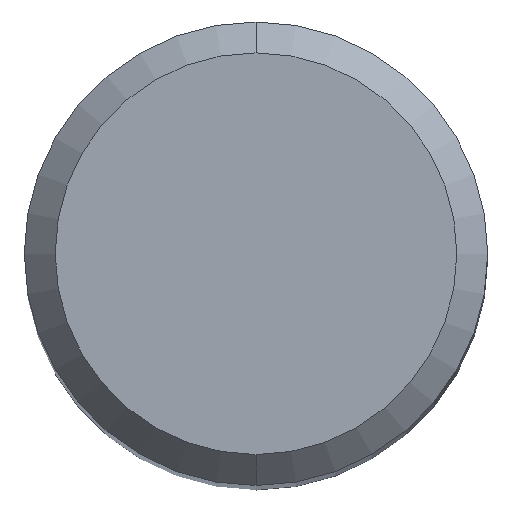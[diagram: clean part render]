
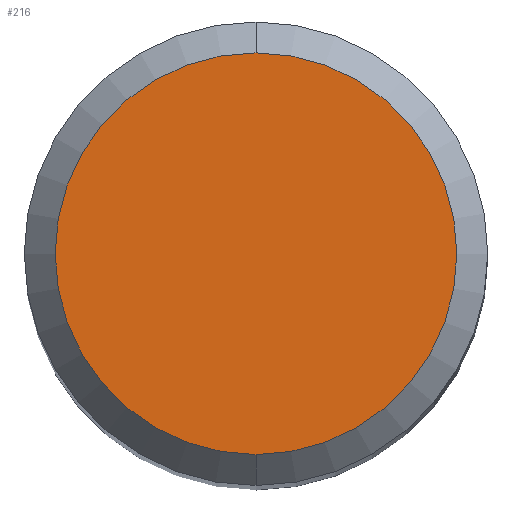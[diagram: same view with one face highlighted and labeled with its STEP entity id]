
A CAD part, top view. The second image highlights one B-rep face of the part: STEP entity #216.
In plain terms, the highlighted planar face has unit normal (0, 0, 1).
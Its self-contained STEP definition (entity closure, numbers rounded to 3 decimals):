
#174=EDGE_CURVE('',#324,#346,#467,.T.);
#216=ADVANCED_FACE('',(#514),#515,.T.);
#262=EDGE_CURVE('',#346,#324,#567,.T.);
#324=VERTEX_POINT('',#637);
#346=VERTEX_POINT('',#660);
#467=CIRCLE('',#783,2.6);
#514=FACE_OUTER_BOUND('',#914,.T.);
#515=PLANE('',#915);
#567=CIRCLE('',#984,2.6);
#637=CARTESIAN_POINT('',(0.,-2.6,0.0));
#660=CARTESIAN_POINT('',(0.0,2.6,0.0));
#783=AXIS2_PLACEMENT_3D('',#1389,#1390,#1391);
#914=EDGE_LOOP('',(#1453,#1454));
#915=AXIS2_PLACEMENT_3D('',#1455,#1456,#1457);
#984=AXIS2_PLACEMENT_3D('',#1526,#1527,#1528);
#1389=CARTESIAN_POINT('',(0.0,0.0,0.0));
#1390=DIRECTION('',(0.0,0.0,-1.0));
#1391=DIRECTION('',(0.0,1.0,0.0));
#1453=ORIENTED_EDGE('',*,*,#262,.F.);
#1454=ORIENTED_EDGE('',*,*,#174,.F.);
#1455=CARTESIAN_POINT('',(0.0,1.3,0.0));
#1456=DIRECTION('',(-0.0,0.0,1.0));
#1457=DIRECTION('',(0.0,-1.0,0.0));
#1526=CARTESIAN_POINT('',(0.0,0.0,0.0));
#1527=DIRECTION('',(0.0,0.0,-1.0));
#1528=DIRECTION('',(0.0,1.0,0.0));
